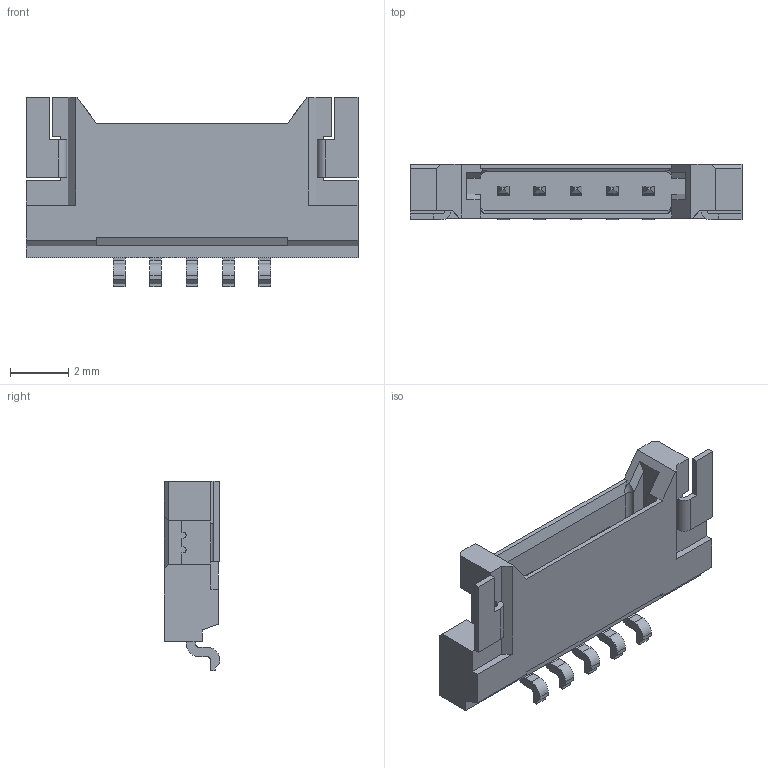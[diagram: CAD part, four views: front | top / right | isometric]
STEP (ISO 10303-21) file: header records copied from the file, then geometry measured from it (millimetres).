
FILE_DESCRIPTION((''),'2;1');
FILE_NAME('537800570','2014-02-28T',('me'),(''),'PRO/ENGINEER BY PARAMETRIC TECHNOLOGY CORPORATION, 2011490','PRO/ENGINEER BY PARAMETRIC TECHNOLOGY CORPORATION, 2011490','');
FILE_SCHEMA(('CONFIG_CONTROL_DESIGN'));
Length unit declared in the file: millimetre
Products named in the file (1): 537800570
Bounding box: 11.4 x 1.9 x 6.5 mm (x, y, z)
Volume: 56.4 mm3; surface area: 265.6 mm2
Topology: 1 solids, 1 shells, 261 faces, 720 edges, 472 vertices
Faces by surface type: plane 225, cylinder 36
Entity records: 8182 total; most frequent: CARTESIAN_POINT 1488, ORIENTED_EDGE 1384, DIRECTION 1294, EDGE_CURVE 692, VECTOR 650, LINE 650, VERTEX_POINT 444, AXIS2_PLACEMENT_3D 322
